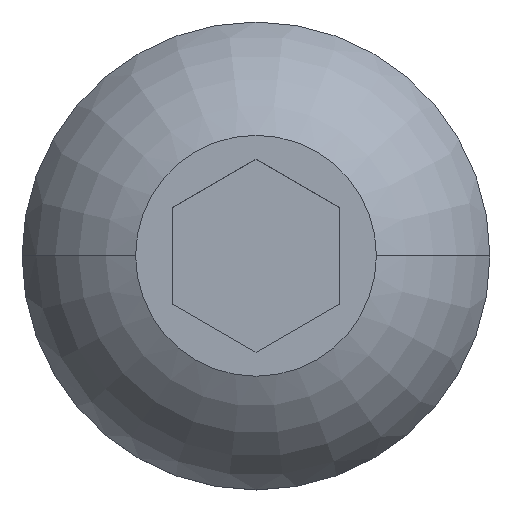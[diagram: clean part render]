
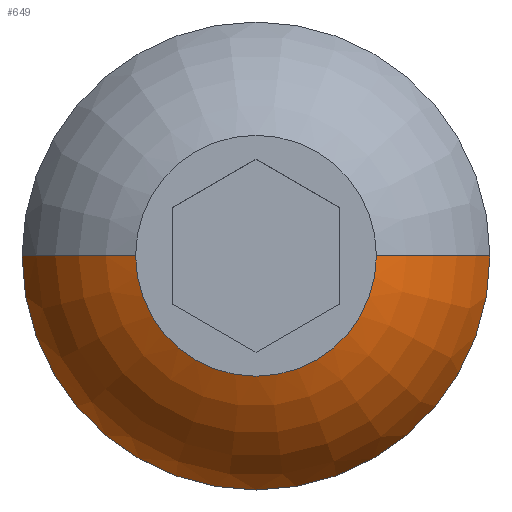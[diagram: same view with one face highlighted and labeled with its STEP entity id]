
A CAD part, top view. The second image highlights one B-rep face of the part: STEP entity #649.
In plain terms, the highlighted toroidal (fillet/blend) face has major radius 1.13 mm and minor radius 6.247 mm.
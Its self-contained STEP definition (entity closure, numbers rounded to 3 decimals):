
#6 = EDGE_CURVE ( 'NONE', #643, #183, #310, .T. ) ;
#7 = DIRECTION ( 'NONE',  ( 0., 0., -1. ) ) ;
#45 = AXIS2_PLACEMENT_3D ( 'NONE', #463, #593, #702 ) ;
#78 = VERTEX_POINT ( 'NONE', #147 ) ;
#81 = DIRECTION ( 'NONE',  ( -1., 0., 0. ) ) ;
#107 = CIRCLE ( 'NONE', #259, 6.247 ) ;
#120 = ORIENTED_EDGE ( 'NONE', *, *, #226, .F. ) ;
#147 = CARTESIAN_POINT ( 'NONE',  ( -7., 0., 0.8 ) ) ;
#153 = CARTESIAN_POINT ( 'NONE',  ( 3.603, 0., 4.4 ) ) ;
#164 = VERTEX_POINT ( 'NONE', #711 ) ;
#183 = VERTEX_POINT ( 'NONE', #153 ) ;
#226 = EDGE_CURVE ( 'NONE', #183, #164, #230, .T. ) ;
#230 = CIRCLE ( 'NONE', #733, 6.247 ) ;
#236 = CARTESIAN_POINT ( 'NONE',  ( -3.603, 0., 4.4 ) ) ;
#249 = CIRCLE ( 'NONE', #45, 7. ) ;
#251 = DIRECTION ( 'NONE',  ( -1., 0., 0. ) ) ;
#259 = AXIS2_PLACEMENT_3D ( 'NONE', #381, #642, #7 ) ;
#310 = CIRCLE ( 'NONE', #535, 3.603 ) ;
#341 = ORIENTED_EDGE ( 'NONE', *, *, #689, .T. ) ;
#358 = CARTESIAN_POINT ( 'NONE',  ( 1.13, 0., -1.337 ) ) ;
#381 = CARTESIAN_POINT ( 'NONE',  ( -1.13, 0., -1.337 ) ) ;
#463 = CARTESIAN_POINT ( 'NONE',  ( 0., 0., 0.8 ) ) ;
#481 = ORIENTED_EDGE ( 'NONE', *, *, #765, .F. ) ;
#535 = AXIS2_PLACEMENT_3D ( 'NONE', #749, #695, #81 ) ;
#566 = AXIS2_PLACEMENT_3D ( 'NONE', #741, #686, #251 ) ;
#568 = FACE_OUTER_BOUND ( 'NONE', #584, .T. ) ;
#584 = EDGE_LOOP ( 'NONE', ( #120, #670, #341, #481 ) ) ;
#593 = DIRECTION ( 'NONE',  ( 0., 0., -1. ) ) ;
#609 = DIRECTION ( 'NONE',  ( 0., 1., 0. ) ) ;
#631 = TOROIDAL_SURFACE ( 'NONE', #566, 1.13, 6.247 ) ;
#642 = DIRECTION ( 'NONE',  ( 0., -1., 0. ) ) ;
#643 = VERTEX_POINT ( 'NONE', #236 ) ;
#649 = ADVANCED_FACE ( 'NONE', ( #568 ), #631, .T. ) ;
#670 = ORIENTED_EDGE ( 'NONE', *, *, #6, .F. ) ;
#686 = DIRECTION ( 'NONE',  ( 0., 0., -1. ) ) ;
#689 = EDGE_CURVE ( 'NONE', #643, #78, #107, .T. ) ;
#695 = DIRECTION ( 'NONE',  ( 0., 0., 1. ) ) ;
#702 = DIRECTION ( 'NONE',  ( -1., 0., 0. ) ) ;
#711 = CARTESIAN_POINT ( 'NONE',  ( 7., 0., 0.8 ) ) ;
#733 = AXIS2_PLACEMENT_3D ( 'NONE', #358, #609, #786 ) ;
#741 = CARTESIAN_POINT ( 'NONE',  ( 0., 0., -1.337 ) ) ;
#749 = CARTESIAN_POINT ( 'NONE',  ( 0., 0., 4.4 ) ) ;
#765 = EDGE_CURVE ( 'NONE', #164, #78, #249, .T. ) ;
#786 = DIRECTION ( 'NONE',  ( -1., 0., 0. ) ) ;
